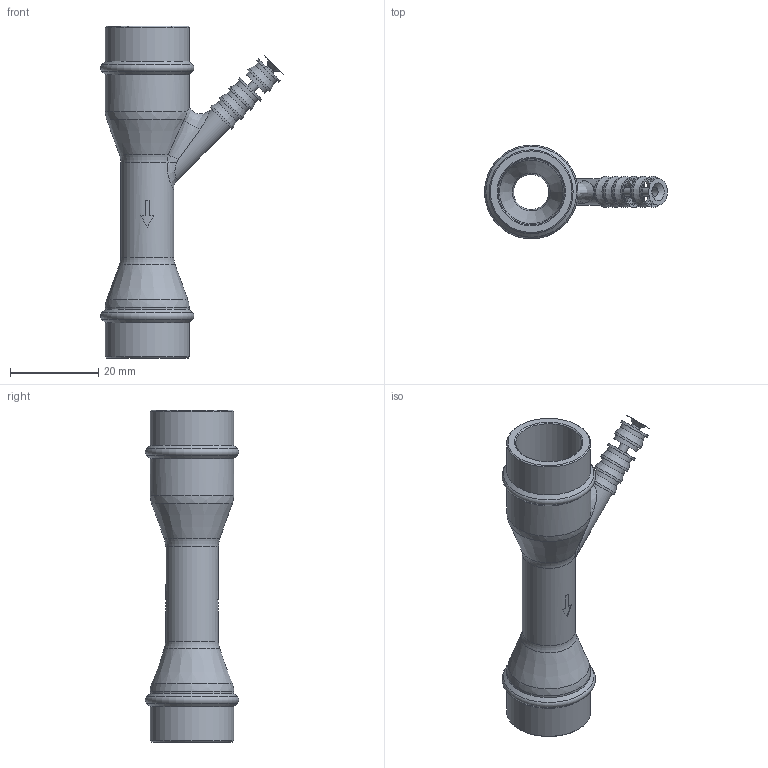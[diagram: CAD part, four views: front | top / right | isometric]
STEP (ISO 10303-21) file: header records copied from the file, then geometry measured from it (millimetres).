
FILE_DESCRIPTION(/* description */ (''),/* implementation_level */ '2;1');
FILE_NAME(/* name */ 'oxygen_mixer_v4.step',/* time_stamp */ '2020-03-30T18:06:18+02:00',/* author */ (''),/* organization */ (''),/* preprocessor_version */ 'ST-DEVELOPER v18',/* originating_system */ 'Autodesk Translation Framework v8.12.0.6',/* authorisation */ '');
FILE_SCHEMA (('AUTOMOTIVE_DESIGN { 1 0 10303 214 3 1 1 }'));
Length unit declared in the file: millimetre
Products named in the file (1): side_mixer
Bounding box: 41.45 x 21.16 x 75.23 mm (x, y, z)
Volume: 7877.8 mm3; surface area: 7839.8 mm2
Topology: 1 solids, 1 shells, 81 faces, 196 edges, 125 vertices
Faces by surface type: plane 23, cylinder 23, cone 19, bspline 10, torus 6
Full cylindrical faces by diameter (mm): 2 x1, 6 x6, 7 x6, 8 x1, 12 x1, 15 x2, 19 x4
Entity records: 2776 total; most frequent: CARTESIAN_POINT 794, DIRECTION 441, ORIENTED_EDGE 392, EDGE_CURVE 196, AXIS2_PLACEMENT_3D 190, VERTEX_POINT 125, CIRCLE 110, EDGE_LOOP 93
